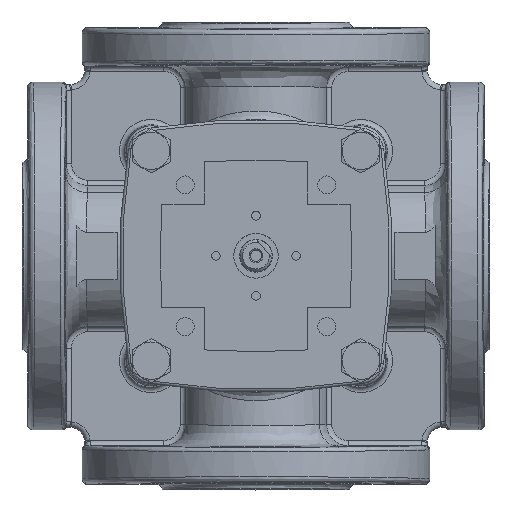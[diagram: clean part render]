
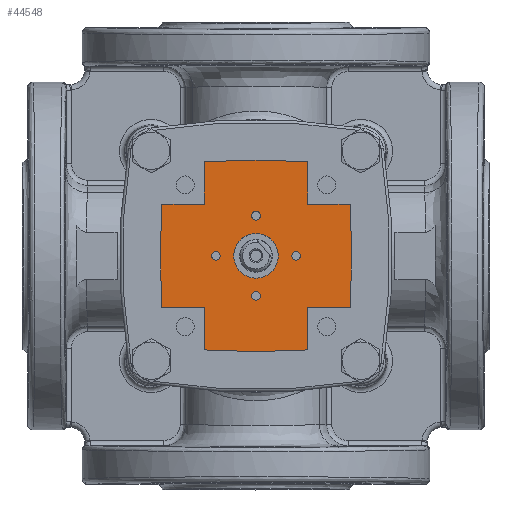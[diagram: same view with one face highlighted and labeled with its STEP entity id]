
A CAD part, top view. The second image highlights one B-rep face of the part: STEP entity #44548.
In plain terms, the highlighted planar face has unit normal (0, 0, 1).
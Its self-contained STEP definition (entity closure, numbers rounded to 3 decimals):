
#44321=CARTESIAN_POINT('Vertex',(8.35,0.,15.)) ;
#44326=CARTESIAN_POINT('Axis2P3D Location',(0.,0.,15.)) ;
#44330=CARTESIAN_POINT('Vertex',(-8.35,0.,15.)) ;
#44352=CARTESIAN_POINT('Axis2P3D Location',(0.,0.,15.)) ;
#44369=CARTESIAN_POINT('Axis2P3D Location',(0.,0.,15.)) ;
#44374=CARTESIAN_POINT('Axis2P3D Location',(0.,264.,15.)) ;
#44378=CARTESIAN_POINT('Vertex',(-19.5,-35.366,15.)) ;
#44380=CARTESIAN_POINT('Vertex',(19.5,-35.366,15.)) ;
#44383=CARTESIAN_POINT('Line Origine',(19.5,-27.433,15.)) ;
#44387=CARTESIAN_POINT('Vertex',(19.5,-19.5,15.)) ;
#44390=CARTESIAN_POINT('Line Origine',(27.433,-19.5,15.)) ;
#44394=CARTESIAN_POINT('Vertex',(35.366,-19.5,15.)) ;
#44397=CARTESIAN_POINT('Axis2P3D Location',(-264.,0.,15.)) ;
#44401=CARTESIAN_POINT('Vertex',(35.366,19.5,15.)) ;
#44404=CARTESIAN_POINT('Line Origine',(27.433,19.5,15.)) ;
#44408=CARTESIAN_POINT('Vertex',(19.5,19.5,15.)) ;
#44411=CARTESIAN_POINT('Line Origine',(19.5,27.433,15.)) ;
#44415=CARTESIAN_POINT('Vertex',(19.5,35.366,15.)) ;
#44418=CARTESIAN_POINT('Axis2P3D Location',(0.,-264.,15.)) ;
#44422=CARTESIAN_POINT('Vertex',(-19.5,35.366,15.)) ;
#44425=CARTESIAN_POINT('Line Origine',(-19.5,27.433,15.)) ;
#44429=CARTESIAN_POINT('Vertex',(-19.5,19.5,15.)) ;
#44432=CARTESIAN_POINT('Line Origine',(-27.433,19.5,15.)) ;
#44436=CARTESIAN_POINT('Vertex',(-35.366,19.5,15.)) ;
#44439=CARTESIAN_POINT('Axis2P3D Location',(264.,0.,15.)) ;
#44443=CARTESIAN_POINT('Vertex',(-35.366,-19.5,15.)) ;
#44446=CARTESIAN_POINT('Line Origine',(-27.433,-19.5,15.)) ;
#44450=CARTESIAN_POINT('Vertex',(-19.5,-19.5,15.)) ;
#44453=CARTESIAN_POINT('Line Origine',(-19.5,-27.433,15.)) ;
#44476=CARTESIAN_POINT('Axis2P3D Location',(15.,0.,15.)) ;
#44480=CARTESIAN_POINT('Vertex',(16.625,0.,15.)) ;
#44482=CARTESIAN_POINT('Vertex',(13.375,0.,15.)) ;
#44485=CARTESIAN_POINT('Axis2P3D Location',(15.,0.,15.)) ;
#44494=CARTESIAN_POINT('Axis2P3D Location',(0.,-15.,15.)) ;
#44498=CARTESIAN_POINT('Vertex',(1.625,-15.,15.)) ;
#44500=CARTESIAN_POINT('Vertex',(-1.625,-15.,15.)) ;
#44503=CARTESIAN_POINT('Axis2P3D Location',(0.,-15.,15.)) ;
#44512=CARTESIAN_POINT('Axis2P3D Location',(-15.,0.,15.)) ;
#44516=CARTESIAN_POINT('Vertex',(-13.375,0.,15.)) ;
#44518=CARTESIAN_POINT('Vertex',(-16.625,0.,15.)) ;
#44521=CARTESIAN_POINT('Axis2P3D Location',(-15.,0.,15.)) ;
#44530=CARTESIAN_POINT('Axis2P3D Location',(0.,15.,15.)) ;
#44534=CARTESIAN_POINT('Vertex',(1.625,15.,15.)) ;
#44536=CARTESIAN_POINT('Vertex',(-1.625,15.,15.)) ;
#44539=CARTESIAN_POINT('Axis2P3D Location',(0.,15.,15.)) ;
#44327=DIRECTION('Axis2P3D Direction',(0.,0.,1.)) ;
#44353=DIRECTION('Axis2P3D Direction',(0.,0.,1.)) ;
#44370=DIRECTION('Axis2P3D Direction',(0.,0.,1.)) ;
#44371=DIRECTION('Axis2P3D XDirection',(1.,0.,0.)) ;
#44375=DIRECTION('Axis2P3D Direction',(0.,0.,1.)) ;
#44384=DIRECTION('Vector Direction',(0.,-1.,0.)) ;
#44391=DIRECTION('Vector Direction',(-1.,0.,0.)) ;
#44398=DIRECTION('Axis2P3D Direction',(0.,0.,1.)) ;
#44405=DIRECTION('Vector Direction',(1.,0.,0.)) ;
#44412=DIRECTION('Vector Direction',(0.,-1.,0.)) ;
#44419=DIRECTION('Axis2P3D Direction',(0.,0.,1.)) ;
#44426=DIRECTION('Vector Direction',(0.,1.,0.)) ;
#44433=DIRECTION('Vector Direction',(1.,0.,0.)) ;
#44440=DIRECTION('Axis2P3D Direction',(0.,0.,1.)) ;
#44447=DIRECTION('Vector Direction',(-1.,0.,0.)) ;
#44454=DIRECTION('Vector Direction',(0.,1.,0.)) ;
#44477=DIRECTION('Axis2P3D Direction',(0.,0.,1.)) ;
#44486=DIRECTION('Axis2P3D Direction',(0.,0.,1.)) ;
#44495=DIRECTION('Axis2P3D Direction',(0.,0.,1.)) ;
#44504=DIRECTION('Axis2P3D Direction',(0.,0.,1.)) ;
#44513=DIRECTION('Axis2P3D Direction',(0.,0.,1.)) ;
#44522=DIRECTION('Axis2P3D Direction',(0.,0.,1.)) ;
#44531=DIRECTION('Axis2P3D Direction',(0.,0.,1.)) ;
#44540=DIRECTION('Axis2P3D Direction',(0.,0.,1.)) ;
#44328=AXIS2_PLACEMENT_3D('Circle Axis2P3D',#44326,#44327,$) ;
#44354=AXIS2_PLACEMENT_3D('Circle Axis2P3D',#44352,#44353,$) ;
#44372=AXIS2_PLACEMENT_3D('Plane Axis2P3D',#44369,#44370,#44371) ;
#44376=AXIS2_PLACEMENT_3D('Circle Axis2P3D',#44374,#44375,$) ;
#44399=AXIS2_PLACEMENT_3D('Circle Axis2P3D',#44397,#44398,$) ;
#44420=AXIS2_PLACEMENT_3D('Circle Axis2P3D',#44418,#44419,$) ;
#44441=AXIS2_PLACEMENT_3D('Circle Axis2P3D',#44439,#44440,$) ;
#44478=AXIS2_PLACEMENT_3D('Circle Axis2P3D',#44476,#44477,$) ;
#44487=AXIS2_PLACEMENT_3D('Circle Axis2P3D',#44485,#44486,$) ;
#44496=AXIS2_PLACEMENT_3D('Circle Axis2P3D',#44494,#44495,$) ;
#44505=AXIS2_PLACEMENT_3D('Circle Axis2P3D',#44503,#44504,$) ;
#44514=AXIS2_PLACEMENT_3D('Circle Axis2P3D',#44512,#44513,$) ;
#44523=AXIS2_PLACEMENT_3D('Circle Axis2P3D',#44521,#44522,$) ;
#44532=AXIS2_PLACEMENT_3D('Circle Axis2P3D',#44530,#44531,$) ;
#44541=AXIS2_PLACEMENT_3D('Circle Axis2P3D',#44539,#44540,$) ;
#44459=ORIENTED_EDGE('',*,*,#44382,.T.) ;
#44460=ORIENTED_EDGE('',*,*,#44389,.T.) ;
#44461=ORIENTED_EDGE('',*,*,#44396,.T.) ;
#44462=ORIENTED_EDGE('',*,*,#44403,.T.) ;
#44463=ORIENTED_EDGE('',*,*,#44410,.T.) ;
#44464=ORIENTED_EDGE('',*,*,#44417,.T.) ;
#44465=ORIENTED_EDGE('',*,*,#44424,.T.) ;
#44466=ORIENTED_EDGE('',*,*,#44431,.T.) ;
#44467=ORIENTED_EDGE('',*,*,#44438,.T.) ;
#44468=ORIENTED_EDGE('',*,*,#44445,.T.) ;
#44469=ORIENTED_EDGE('',*,*,#44452,.T.) ;
#44470=ORIENTED_EDGE('',*,*,#44457,.T.) ;
#44473=ORIENTED_EDGE('',*,*,#44332,.F.) ;
#44474=ORIENTED_EDGE('',*,*,#44356,.F.) ;
#44491=ORIENTED_EDGE('',*,*,#44484,.F.) ;
#44492=ORIENTED_EDGE('',*,*,#44489,.F.) ;
#44509=ORIENTED_EDGE('',*,*,#44502,.F.) ;
#44510=ORIENTED_EDGE('',*,*,#44507,.F.) ;
#44527=ORIENTED_EDGE('',*,*,#44520,.F.) ;
#44528=ORIENTED_EDGE('',*,*,#44525,.F.) ;
#44545=ORIENTED_EDGE('',*,*,#44538,.F.) ;
#44546=ORIENTED_EDGE('',*,*,#44543,.F.) ;
#44475=FACE_BOUND('',#44472,.T.) ;
#44493=FACE_BOUND('',#44490,.T.) ;
#44511=FACE_BOUND('',#44508,.T.) ;
#44529=FACE_BOUND('',#44526,.T.) ;
#44547=FACE_BOUND('',#44544,.T.) ;
#44385=VECTOR('Line Direction',#44384,1.) ;
#44392=VECTOR('Line Direction',#44391,1.) ;
#44406=VECTOR('Line Direction',#44405,1.) ;
#44413=VECTOR('Line Direction',#44412,1.) ;
#44427=VECTOR('Line Direction',#44426,1.) ;
#44434=VECTOR('Line Direction',#44433,1.) ;
#44448=VECTOR('Line Direction',#44447,1.) ;
#44455=VECTOR('Line Direction',#44454,1.) ;
#44548=ADVANCED_FACE('Body.2',(#44471,#44475,#44493,#44511,#44529,#44547),#44373,.T.) ;
#44329=CIRCLE('generated circle',#44328,8.35) ;
#44355=CIRCLE('generated circle',#44354,8.35) ;
#44377=CIRCLE('generated circle',#44376,300.) ;
#44400=CIRCLE('generated circle',#44399,300.) ;
#44421=CIRCLE('generated circle',#44420,300.) ;
#44442=CIRCLE('generated circle',#44441,300.) ;
#44479=CIRCLE('generated circle',#44478,1.625) ;
#44488=CIRCLE('generated circle',#44487,1.625) ;
#44497=CIRCLE('generated circle',#44496,1.625) ;
#44506=CIRCLE('generated circle',#44505,1.625) ;
#44515=CIRCLE('generated circle',#44514,1.625) ;
#44524=CIRCLE('generated circle',#44523,1.625) ;
#44533=CIRCLE('generated circle',#44532,1.625) ;
#44542=CIRCLE('generated circle',#44541,1.625) ;
#44332=EDGE_CURVE('',#44322,#44331,#44329,.T.) ;
#44356=EDGE_CURVE('',#44331,#44322,#44355,.T.) ;
#44382=EDGE_CURVE('',#44379,#44381,#44377,.T.) ;
#44389=EDGE_CURVE('',#44381,#44388,#44386,.F.) ;
#44396=EDGE_CURVE('',#44388,#44395,#44393,.F.) ;
#44403=EDGE_CURVE('',#44395,#44402,#44400,.T.) ;
#44410=EDGE_CURVE('',#44402,#44409,#44407,.F.) ;
#44417=EDGE_CURVE('',#44409,#44416,#44414,.F.) ;
#44424=EDGE_CURVE('',#44416,#44423,#44421,.T.) ;
#44431=EDGE_CURVE('',#44423,#44430,#44428,.F.) ;
#44438=EDGE_CURVE('',#44430,#44437,#44435,.F.) ;
#44445=EDGE_CURVE('',#44437,#44444,#44442,.T.) ;
#44452=EDGE_CURVE('',#44444,#44451,#44449,.F.) ;
#44457=EDGE_CURVE('',#44451,#44379,#44456,.F.) ;
#44484=EDGE_CURVE('',#44481,#44483,#44479,.T.) ;
#44489=EDGE_CURVE('',#44483,#44481,#44488,.T.) ;
#44502=EDGE_CURVE('',#44499,#44501,#44497,.T.) ;
#44507=EDGE_CURVE('',#44501,#44499,#44506,.T.) ;
#44520=EDGE_CURVE('',#44517,#44519,#44515,.T.) ;
#44525=EDGE_CURVE('',#44519,#44517,#44524,.T.) ;
#44538=EDGE_CURVE('',#44535,#44537,#44533,.T.) ;
#44543=EDGE_CURVE('',#44537,#44535,#44542,.T.) ;
#44458=EDGE_LOOP('',(#44459,#44460,#44461,#44462,#44463,#44464,#44465,#44466,#44467,#44468,#44469,#44470)) ;
#44472=EDGE_LOOP('',(#44473,#44474)) ;
#44490=EDGE_LOOP('',(#44491,#44492)) ;
#44508=EDGE_LOOP('',(#44509,#44510)) ;
#44526=EDGE_LOOP('',(#44527,#44528)) ;
#44544=EDGE_LOOP('',(#44545,#44546)) ;
#44471=FACE_OUTER_BOUND('',#44458,.T.) ;
#44386=LINE('Line',#44383,#44385) ;
#44393=LINE('Line',#44390,#44392) ;
#44407=LINE('Line',#44404,#44406) ;
#44414=LINE('Line',#44411,#44413) ;
#44428=LINE('Line',#44425,#44427) ;
#44435=LINE('Line',#44432,#44434) ;
#44449=LINE('Line',#44446,#44448) ;
#44456=LINE('Line',#44453,#44455) ;
#44373=PLANE('',#44372) ;
#44322=VERTEX_POINT('',#44321) ;
#44331=VERTEX_POINT('',#44330) ;
#44379=VERTEX_POINT('',#44378) ;
#44381=VERTEX_POINT('',#44380) ;
#44388=VERTEX_POINT('',#44387) ;
#44395=VERTEX_POINT('',#44394) ;
#44402=VERTEX_POINT('',#44401) ;
#44409=VERTEX_POINT('',#44408) ;
#44416=VERTEX_POINT('',#44415) ;
#44423=VERTEX_POINT('',#44422) ;
#44430=VERTEX_POINT('',#44429) ;
#44437=VERTEX_POINT('',#44436) ;
#44444=VERTEX_POINT('',#44443) ;
#44451=VERTEX_POINT('',#44450) ;
#44481=VERTEX_POINT('',#44480) ;
#44483=VERTEX_POINT('',#44482) ;
#44499=VERTEX_POINT('',#44498) ;
#44501=VERTEX_POINT('',#44500) ;
#44517=VERTEX_POINT('',#44516) ;
#44519=VERTEX_POINT('',#44518) ;
#44535=VERTEX_POINT('',#44534) ;
#44537=VERTEX_POINT('',#44536) ;
